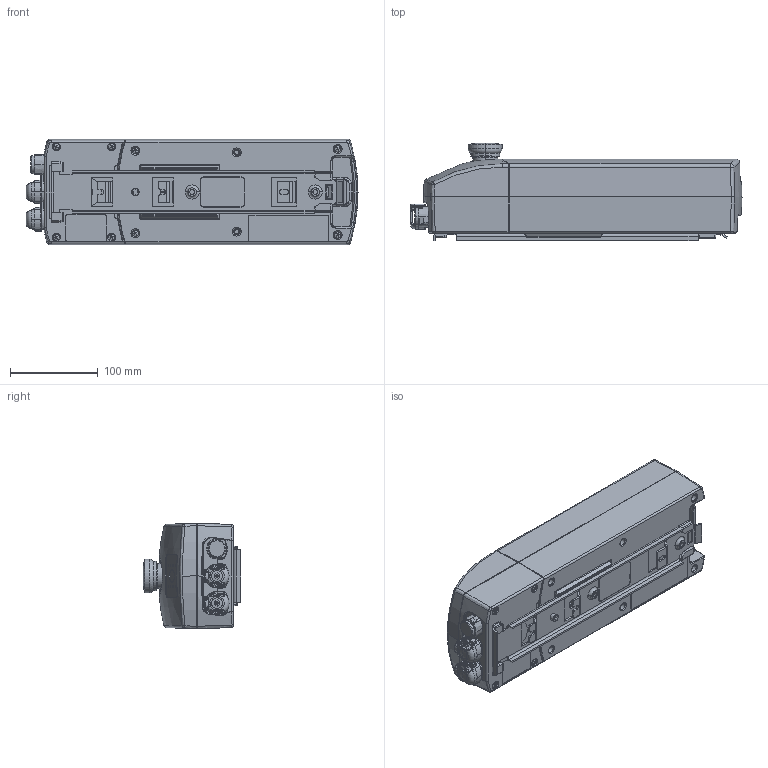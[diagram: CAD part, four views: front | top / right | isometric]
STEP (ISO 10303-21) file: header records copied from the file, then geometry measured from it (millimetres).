
FILE_DESCRIPTION (( 'STEP AP203' ), '1' );
FILE_NAME ('BG_Steuerung _Accu Control 4.5.STEP', '2023-07-12T12:46:49', ( '' ), ( '' ), 'SwSTEP 2.0', 'SolidWorks 2022', '' );
FILE_SCHEMA (( 'CONFIG_CONTROL_DESIGN' ));
Length unit declared in the file: millimetre
Products named in the file (7): BG_Steuerung _Accu Control 4.5; Verriegelungskappe_lose_Gigamat_Standard; Befestigungsleiste_Accu Control 4.5_Standard; BG Akkugehäuse_Accu Control 4.5_Standard; Zylinderschraube_6KT_DIN_912_Zylinderschraube 6KT_DIN 912-M5x10-8.8; 6kt-Mutter_ISO_4032_M5-8-sw (Norm i.O.???); BG Steuergehäuse_Accu Control 4.5_Standard
Assembly tree (7 placements, depth 2):
  BG_Steuerung _Accu Control 4.5
    Befestigungsleiste_Accu Control 4.5_Standard
    Zylinderschraube_6KT_DIN_912_Zylinderschraube 6KT_DIN 912-M5x10-8.8
    6kt-Mutter_ISO_4032_M5-8-sw (Norm i.O.???)
    Verriegelungskappe_lose_Gigamat_Standard  x2
    BG Steuergehäuse_Accu Control 4.5_Standard
    BG Akkugehäuse_Accu Control 4.5_Standard
Bounding box: 377.37 x 111.05 x 120 mm (x, y, z)
Volume: 3314888.4 mm3; surface area: 252936.5 mm2
Topology: 7 solids, 9 shells, 3007 faces, 7472 edges, 4595 vertices
Faces by surface type: plane 1132, bspline 722, cylinder 525, torus 297, cone 248, sphere 83
Entity records: 96001 total; most frequent: CARTESIAN_POINT 39615, ORIENTED_EDGE 12460, DIRECTION 10486, EDGE_CURVE 6230, VERTEX_POINT 3818, AXIS2_PLACEMENT_3D 3788, LINE 2910, VECTOR 2910
